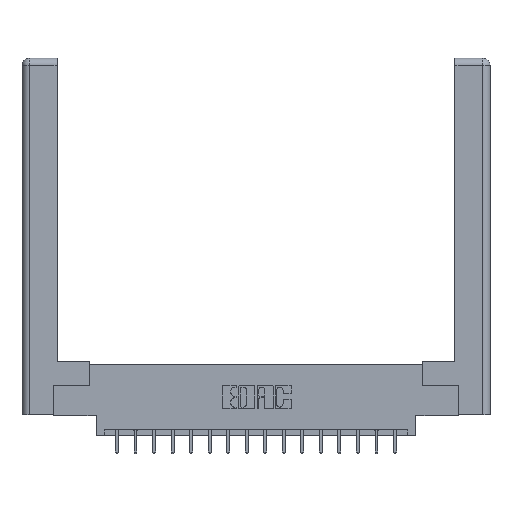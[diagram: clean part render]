
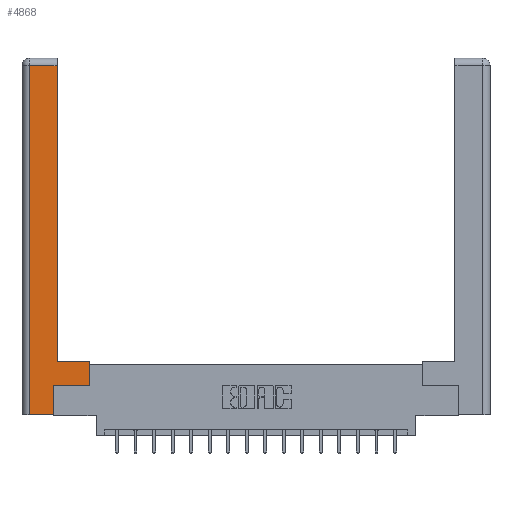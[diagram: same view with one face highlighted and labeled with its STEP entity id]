
A CAD part, top view. The second image highlights one B-rep face of the part: STEP entity #4868.
In plain terms, the highlighted planar face has unit normal (0, 0, 1).
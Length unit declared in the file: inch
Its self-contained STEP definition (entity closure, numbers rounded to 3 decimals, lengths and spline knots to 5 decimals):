
#647 = VECTOR ( 'NONE', #17099, 39.37008 ) ;
#1113 = DIRECTION ( 'NONE',  ( 1., 0., 0. ) ) ;
#1692 = VECTOR ( 'NONE', #16385, 39.37008 ) ;
#2104 = CARTESIAN_POINT ( 'NONE',  ( 0.0615, 2.94, 0. ) ) ;
#2378 = ORIENTED_EDGE ( 'NONE', *, *, #17108, .T. ) ;
#2532 = LINE ( 'NONE', #16276, #14636 ) ;
#2539 = VERTEX_POINT ( 'NONE', #11347 ) ;
#2813 = VERTEX_POINT ( 'NONE', #16129 ) ;
#2890 = VECTOR ( 'NONE', #1113, 39.37008 ) ;
#3124 = EDGE_CURVE ( 'NONE', #2813, #14793, #15728, .T. ) ;
#3297 = FACE_OUTER_BOUND ( 'NONE', #15718, .T. ) ;
#3412 = LINE ( 'NONE', #14037, #4769 ) ;
#3516 = CARTESIAN_POINT ( 'NONE',  ( 0., 0., 0. ) ) ;
#3736 = ORIENTED_EDGE ( 'NONE', *, *, #4206, .T. ) ;
#4141 = DIRECTION ( 'NONE',  ( 0., 1., 0. ) ) ;
#4206 = EDGE_CURVE ( 'NONE', #14793, #5942, #7376, .T. ) ;
#4489 = CARTESIAN_POINT ( 'NONE',  ( 0.265, 0.245, 0. ) ) ;
#4769 = VECTOR ( 'NONE', #4141, 39.37008 ) ;
#4868 = ADVANCED_FACE ( 'NONE', ( #3297 ), #17814, .F. ) ;
#5833 = VERTEX_POINT ( 'NONE', #18405 ) ;
#5942 = VERTEX_POINT ( 'NONE', #11427 ) ;
#6000 = DIRECTION ( 'NONE',  ( 1., 0., 0. ) ) ;
#6186 = EDGE_CURVE ( 'NONE', #2539, #9125, #6362, .T. ) ;
#6289 = DIRECTION ( 'NONE',  ( 0., 1., 0. ) ) ;
#6362 = LINE ( 'NONE', #16125, #6808 ) ;
#6808 = VECTOR ( 'NONE', #6000, 39.37008 ) ;
#6906 = ORIENTED_EDGE ( 'NONE', *, *, #15772, .T. ) ;
#7376 = LINE ( 'NONE', #15727, #2890 ) ;
#7660 = EDGE_CURVE ( 'NONE', #9125, #8373, #3412, .T. ) ;
#8306 = EDGE_CURVE ( 'NONE', #5942, #2539, #10331, .T. ) ;
#8373 = VERTEX_POINT ( 'NONE', #11681 ) ;
#9096 = DIRECTION ( 'NONE',  ( 0., -1., 0. ) ) ;
#9125 = VERTEX_POINT ( 'NONE', #18131 ) ;
#9988 = CARTESIAN_POINT ( 'NONE',  ( 0.295, 0.45, 0. ) ) ;
#10000 = EDGE_CURVE ( 'NONE', #8373, #17525, #18146, .T. ) ;
#10331 = LINE ( 'NONE', #4489, #17985 ) ;
#11071 = CARTESIAN_POINT ( 'NONE',  ( 0.0615, 0., 0. ) ) ;
#11347 = CARTESIAN_POINT ( 'NONE',  ( 0.265, 0.245, 0. ) ) ;
#11427 = CARTESIAN_POINT ( 'NONE',  ( 0.265, 0., 0. ) ) ;
#11681 = CARTESIAN_POINT ( 'NONE',  ( 0.565, 0.45, 0. ) ) ;
#11767 = LINE ( 'NONE', #2104, #1692 ) ;
#11978 = DIRECTION ( 'NONE',  ( -1., 0., 0. ) ) ;
#12664 = ORIENTED_EDGE ( 'NONE', *, *, #8306, .T. ) ;
#12760 = ORIENTED_EDGE ( 'NONE', *, *, #6186, .T. ) ;
#12984 = CARTESIAN_POINT ( 'NONE',  ( 0.295, 0.45, 0. ) ) ;
#13002 = ORIENTED_EDGE ( 'NONE', *, *, #10000, .T. ) ;
#14037 = CARTESIAN_POINT ( 'NONE',  ( 0.565, 0.45, 0. ) ) ;
#14455 = DIRECTION ( 'NONE',  ( 0., 1., 0. ) ) ;
#14636 = VECTOR ( 'NONE', #6289, 39.37008 ) ;
#14793 = VERTEX_POINT ( 'NONE', #11071 ) ;
#15143 = ORIENTED_EDGE ( 'NONE', *, *, #3124, .T. ) ;
#15718 = EDGE_LOOP ( 'NONE', ( #2378, #6906, #15143, #3736, #12664, #12760, #18356, #13002 ) ) ;
#15727 = CARTESIAN_POINT ( 'NONE',  ( 0.265, 0., 0. ) ) ;
#15728 = LINE ( 'NONE', #17686, #18397 ) ;
#15772 = EDGE_CURVE ( 'NONE', #5833, #2813, #11767, .T. ) ;
#16125 = CARTESIAN_POINT ( 'NONE',  ( 0.565, 0.245, 0. ) ) ;
#16129 = CARTESIAN_POINT ( 'NONE',  ( 0.0615, 2.94, 0. ) ) ;
#16276 = CARTESIAN_POINT ( 'NONE',  ( 0.295, 3., 0. ) ) ;
#16366 = AXIS2_PLACEMENT_3D ( 'NONE', #3516, #17751, #11978 ) ;
#16385 = DIRECTION ( 'NONE',  ( -1., 0., 0. ) ) ;
#17099 = DIRECTION ( 'NONE',  ( -1., 0., 0. ) ) ;
#17108 = EDGE_CURVE ( 'NONE', #17525, #5833, #2532, .T. ) ;
#17525 = VERTEX_POINT ( 'NONE', #12984 ) ;
#17686 = CARTESIAN_POINT ( 'NONE',  ( 0.0615, 0., 0. ) ) ;
#17751 = DIRECTION ( 'NONE',  ( 0., 0., -1. ) ) ;
#17814 = PLANE ( 'NONE',  #16366 ) ;
#17985 = VECTOR ( 'NONE', #14455, 39.37008 ) ;
#18131 = CARTESIAN_POINT ( 'NONE',  ( 0.565, 0.245, 0. ) ) ;
#18146 = LINE ( 'NONE', #9988, #647 ) ;
#18356 = ORIENTED_EDGE ( 'NONE', *, *, #7660, .T. ) ;
#18397 = VECTOR ( 'NONE', #9096, 39.37008 ) ;
#18405 = CARTESIAN_POINT ( 'NONE',  ( 0.295, 2.94, 0. ) ) ;
